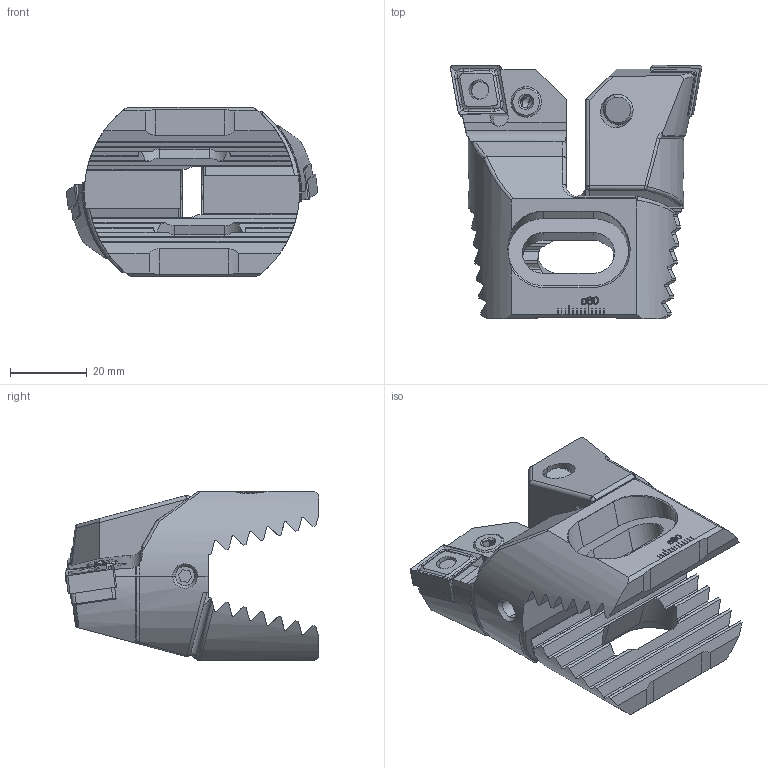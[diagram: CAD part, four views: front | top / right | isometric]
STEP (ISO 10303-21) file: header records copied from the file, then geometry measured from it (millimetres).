
FILE_DESCRIPTION (( 'STEP AP203' ), '1' );
FILE_NAME ('D14.050.067.112.STEP', '2018-03-02T09:36:03', ( 'SWIAdmin' ), ( 'Hewlett-Packard Company' ), 'SwSTEP 2.0', 'SolidWorks 2017', '' );
FILE_SCHEMA (( 'CONFIG_CONTROL_DESIGN' ));
Length unit declared in the file: millimetre
Products named in the file (9): D14.050.067.112; Z55-xxx.001.037_C_CN12; WCD-ER4.101.017_A; WCD-ER3.101.000_A; WCD; WCD-ER1.101.000; CNMG120404; Z55-ER3.001.020; WCD-ER2.101.003_A
Assembly tree (14 placements, depth 3):
  D14.050.067.112
    Z55-xxx.001.037_C_CN12  x2
    WCD  x2
      WCD-ER4.101.017_A
      WCD-ER3.101.000_A
    WCD-ER1.101.000  x2
    CNMG120404  x2
    Z55-ER3.001.020  x2
    WCD-ER2.101.003_A  x2
Bounding box: 65.5 x 65.99 x 44.2 mm (x, y, z)
Volume: 63395.7 mm3; surface area: 26305.3 mm2
Topology: 14 solids, 14 shells, 876 faces, 2262 edges, 1412 vertices
Faces by surface type: plane 424, cylinder 170, bspline 132, cone 118, torus 20, sphere 12
Entity records: 17302 total; most frequent: CARTESIAN_POINT 6349, ORIENTED_EDGE 2238, DIRECTION 1794, EDGE_CURVE 1119, VERTEX_POINT 705, LINE 608, VECTOR 608, AXIS2_PLACEMENT_3D 593
